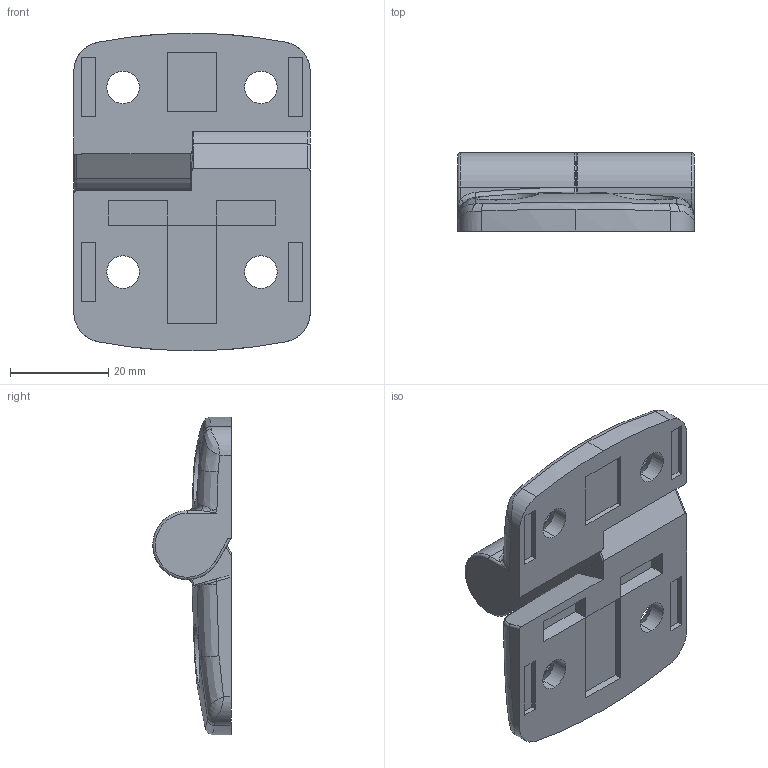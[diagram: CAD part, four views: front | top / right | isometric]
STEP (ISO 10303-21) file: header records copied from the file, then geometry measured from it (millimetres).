
FILE_DESCRIPTION (( 'STEP AP214' ), '1' );
FILE_NAME ('095k2540r00.STEP', '2014-08-13T10:02:17', ( '' ), ( '' ), 'SwSTEP 2.0', 'SolidWorks 2014', '' );
FILE_SCHEMA (( 'AUTOMOTIVE_DESIGN' ));
Length unit declared in the file: millimetre
Products named in the file (4): 095k2540r00; 095k25r00_095 k 25 r08; 095k-01_6-41; 095k40r00_095 k 40 r10
Assembly tree (3 placements, depth 2):
  095k2540r00
    095k40r00_095 k 40 r10
    095k-01_6-41
    095k25r00_095 k 25 r08
Bounding box: 48 x 15.95 x 64.5 mm (x, y, z)
Volume: 21304 mm3; surface area: 10885.6 mm2
Topology: 3 solids, 3 shells, 170 faces, 420 edges, 258 vertices
Faces by surface type: plane 62, cylinder 46, bspline 36, cone 13, torus 13
Entity records: 7070 total; most frequent: CARTESIAN_POINT 3219, ORIENTED_EDGE 828, DIRECTION 672, EDGE_CURVE 414, VERTEX_POINT 258, AXIS2_PLACEMENT_3D 246, EDGE_LOOP 186, VECTOR 180
